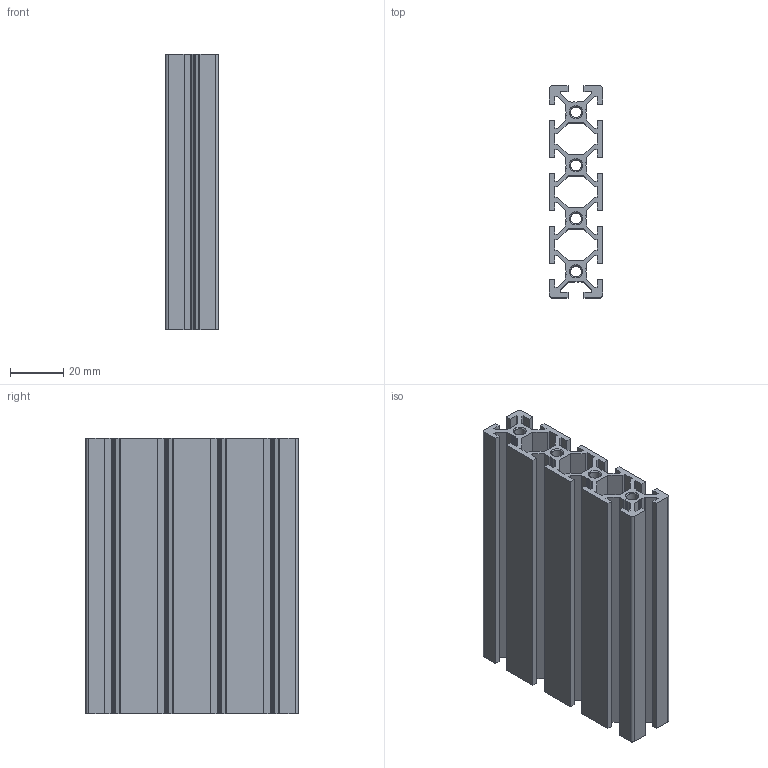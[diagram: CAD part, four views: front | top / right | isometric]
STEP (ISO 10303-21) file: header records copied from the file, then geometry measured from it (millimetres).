
FILE_DESCRIPTION(/* description */ ('STEP AP214'),/* implementation_level */ '2;1');
FILE_NAME(/* name */ 'NFS5-2080-104-TPW',/* time_stamp */ '2024-06-17T12:55:28+02:00',/* author */ ('License CC BY-ND 4.0'),/* organization */ ('CADENAS'),/* preprocessor_version */ 'ST-DEVELOPER v19.3',/* originating_system */ 'PARTsolutions',/* authorisation */ ' ');
FILE_SCHEMA (('AUTOMOTIVE_DESIGN {1 0 10303 214 3 1 1}'));
Length unit declared in the file: millimetre
Products named in the file (1): NFS5-2080-104-TPW
Bounding box: 20 x 80 x 104 mm (x, y, z)
Volume: 62918.8 mm3; surface area: 63304.5 mm2
Topology: 1 solids, 1 shells, 234 faces, 664 edges, 440 vertices
Faces by surface type: plane 200, cylinder 26, cone 8
Full cylindrical faces by diameter (mm): 4.134 x8, 4.2 x4
Entity records: 7442 total; most frequent: CARTESIAN_POINT 1319, ORIENTED_EDGE 1288, DIRECTION 1174, EDGE_CURVE 644, LINE 584, VECTOR 584, VERTEX_POINT 440, AXIS2_PLACEMENT_3D 295
